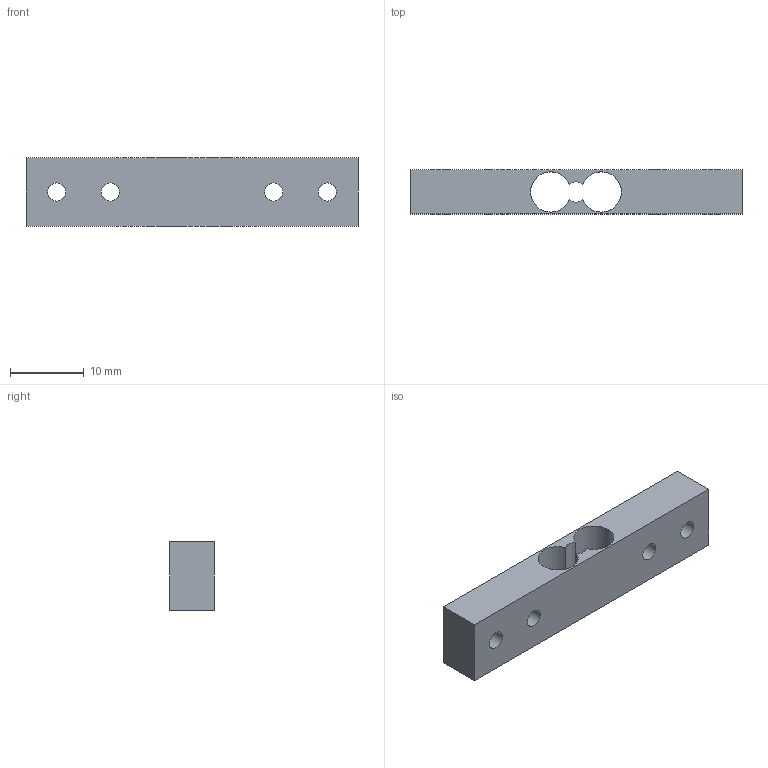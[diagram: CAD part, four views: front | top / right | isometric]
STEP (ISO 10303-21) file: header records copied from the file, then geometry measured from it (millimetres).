
FILE_DESCRIPTION(/* description */ ('Alibre Inc.'),/* implementation_level */ '2;1');
FILE_NAME(/* name */ 'export0',/* time_stamp */ '2013-08-01T12:44:58-06:00',/* author */ (''),/* organization */ (''),/* preprocessor_version */ 'ST-DEVELOPER v14',/* originating_system */ 'Alibre',/* authorisation */ '');
FILE_SCHEMA (('ALIBRE_SCHEMA','CONFIG_CONTROL_DESIGN'));
Length unit declared in the file: centimetre
Products named in the file (1): ID_1
Bounding box: 45.16 x 6 x 9.32 mm (x, y, z)
Volume: 1934.4 mm3; surface area: 1858.4 mm2
Topology: 1 solids, 1 shells, 14 faces, 36 edges, 24 vertices
Faces by surface type: cylinder 8, plane 6
Full cylindrical faces by diameter (mm): 2.459 x4
Entity records: 1318 total; most frequent: CARTESIAN_POINT 181, DIRECTION 109, CONSTRAINTPAIRUV 77, REFERENCEDEPENDENTUV 72, ORIENTED_EDGE 64, VECTOR 48, REFERENCEPOINTUV 43, AXIS2_PLACEMENT_3D 35
